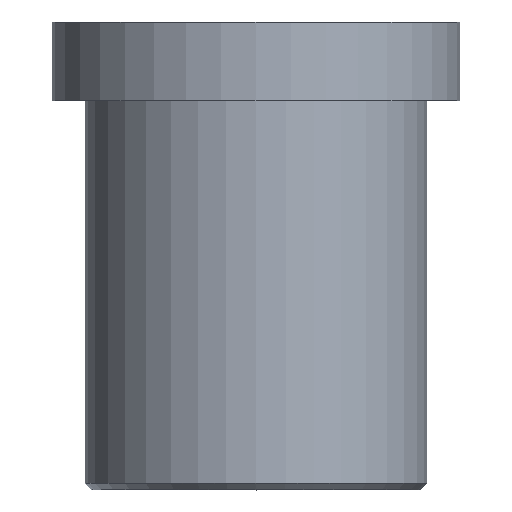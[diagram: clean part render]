
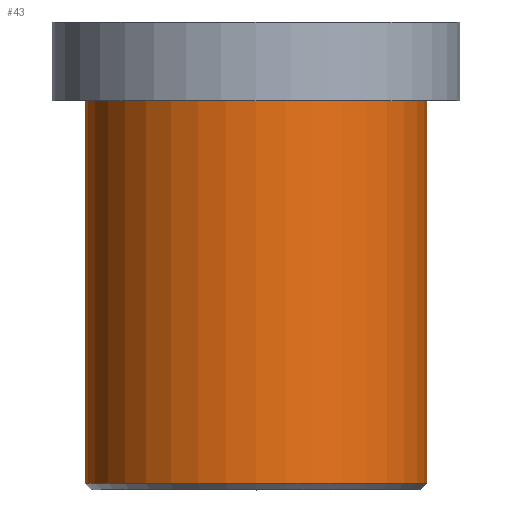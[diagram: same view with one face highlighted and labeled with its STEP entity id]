
A CAD part, front view. The second image highlights one B-rep face of the part: STEP entity #43.
In plain terms, the highlighted cylindrical face has radius 13 mm (diameter 26 mm), a full revolution.
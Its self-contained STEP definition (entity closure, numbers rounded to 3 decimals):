
#43=ADVANCED_FACE('',(#86,#87),#88,.T.);
#86=FACE_OUTER_BOUND('',#121,.T.);
#87=FACE_OUTER_BOUND('',#122,.T.);
#88=CYLINDRICAL_SURFACE('',#123,13.0);
#121=EDGE_LOOP('',(#162));
#122=EDGE_LOOP('',(#163));
#123=AXIS2_PLACEMENT_3D('',#164,#165,#166);
#162=ORIENTED_EDGE('',*,*,#178,.T.);
#163=ORIENTED_EDGE('',*,*,#168,.T.);
#164=CARTESIAN_POINT('',(-78.0,-78.0,0.1));
#165=DIRECTION('',(0.,0.,-1.0));
#166=DIRECTION('',(-1.0,0.,0.));
#168=EDGE_CURVE('',#182,#182,#183,.T.);
#178=EDGE_CURVE('',#198,#198,#199,.T.);
#182=VERTEX_POINT('',#203);
#183=CIRCLE('',#204,13.0);
#198=VERTEX_POINT('',#219);
#199=CIRCLE('',#220,13.0);
#203=CARTESIAN_POINT('',(-91.0,-78.0,0.6));
#204=AXIS2_PLACEMENT_3D('',#223,#224,#225);
#219=CARTESIAN_POINT('',(-91.0,-78.0,29.7));
#220=AXIS2_PLACEMENT_3D('',#241,#242,#243);
#223=CARTESIAN_POINT('',(-78.0,-78.0,0.6));
#224=DIRECTION('',(0.,0.,1.0));
#225=DIRECTION('',(-1.0,0.,0.));
#241=CARTESIAN_POINT('',(-78.0,-78.0,29.7));
#242=DIRECTION('',(0.,0.,-1.0));
#243=DIRECTION('',(-1.0,0.,0.));
